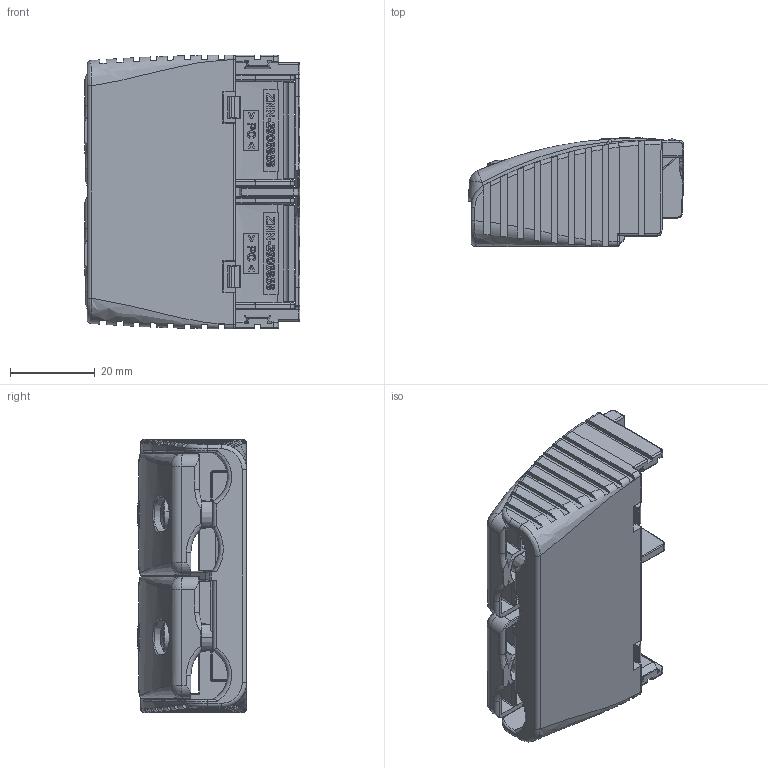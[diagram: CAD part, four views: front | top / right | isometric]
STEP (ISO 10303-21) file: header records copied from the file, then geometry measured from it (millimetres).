
FILE_DESCRIPTION (( 'STEP AP214' ), '1' );
FILE_NAME ('CC_A-Style.STEP', '2019-07-15T07:37:28', ( '' ), ( '' ), 'SwSTEP 2.0', 'SolidWorks 2017', '' );
FILE_SCHEMA (( 'AUTOMOTIVE_DESIGN' ));
Length unit declared in the file: millimetre
Products named in the file (1): CC_A-Style
Bounding box: 51 x 25.73 x 64.7 mm (x, y, z)
Volume: 22459.3 mm3; surface area: 26670.6 mm2
Topology: 5 solids, 5 shells, 2649 faces, 6959 edges, 4363 vertices
Faces by surface type: plane 926, bspline 728, cylinder 634, cone 154, torus 135, sphere 72
Entity records: 143839 total; most frequent: CARTESIAN_POINT 56648, ORIENTED_EDGE 13746, DIRECTION 9638, EDGE_CURVE 6873, VERTEX_POINT 4335, AXIS2_PLACEMENT_3D 3236, VECTOR 3166, LINE 3166
